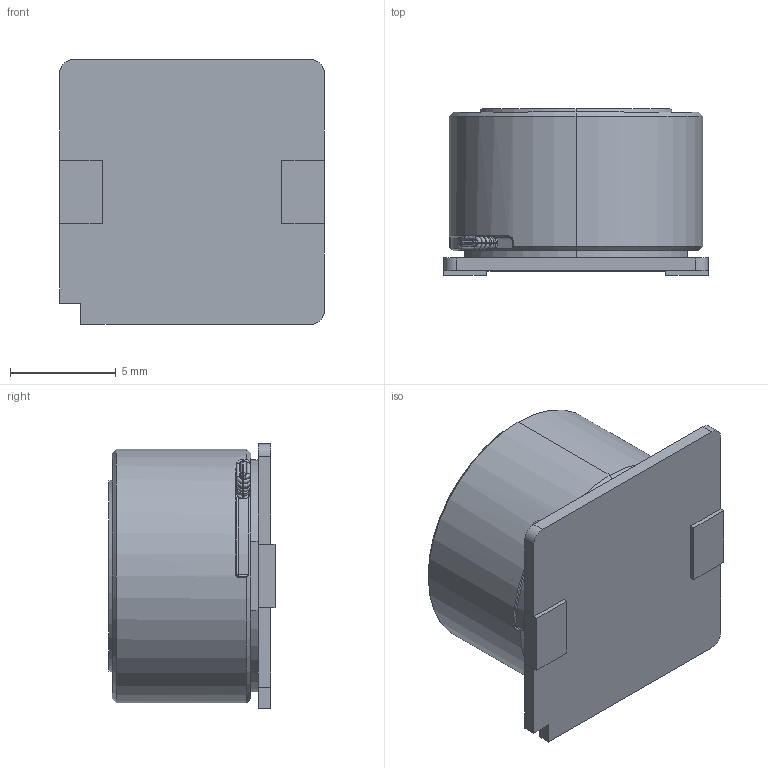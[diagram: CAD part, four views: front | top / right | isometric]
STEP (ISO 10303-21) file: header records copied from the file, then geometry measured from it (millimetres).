
FILE_DESCRIPTION (( 'STEP AP214' ), '1' );
FILE_NAME ('SLF12575T-150M4R7-PF.STEP', '2022-03-07T09:18:08', ( '' ), ( '' ), 'SwSTEP 2.0', 'SolidWorks 2017', '' );
FILE_SCHEMA (( 'AUTOMOTIVE_DESIGN' ));
Length unit declared in the file: millimetre
Products named in the file (1): SLF12575T-150M4R7-PF
Bounding box: 12.5 x 7.85 x 12.5 mm (x, y, z)
Volume: 878.2 mm3; surface area: 1041.1 mm2
Topology: 10 solids, 10 shells, 312 faces, 676 edges, 376 vertices
Faces by surface type: bspline 178, plane 56, cylinder 52, sphere 10, cone 8, torus 8
Entity records: 21901 total; most frequent: CARTESIAN_POINT 16118, ORIENTED_EDGE 1332, DIRECTION 960, EDGE_CURVE 666, AXIS2_PLACEMENT_3D 404, VERTEX_POINT 376, EDGE_LOOP 314, ADVANCED_FACE 312
